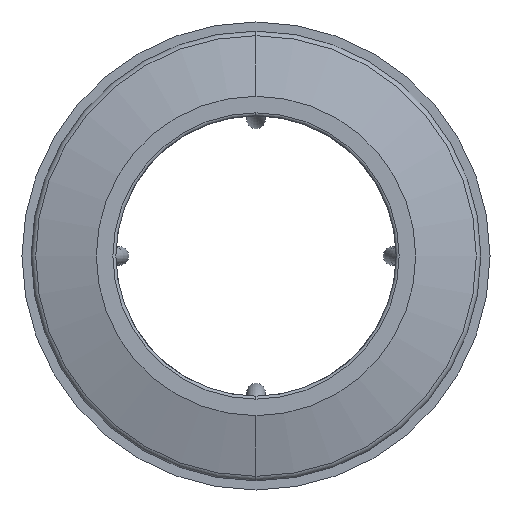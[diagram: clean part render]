
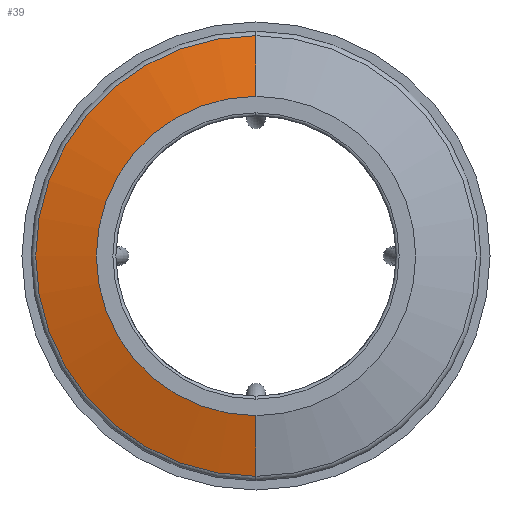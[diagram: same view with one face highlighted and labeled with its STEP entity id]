
A CAD part, left-side view. The second image highlights one B-rep face of the part: STEP entity #39.
In plain terms, the highlighted conical face has half-angle 75 degrees and reference radius 36.75 mm.
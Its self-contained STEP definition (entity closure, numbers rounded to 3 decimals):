
#39 = ADVANCED_FACE ( 'NONE', ( #23437 ), #21937, .T. ) ;
#146 = EDGE_CURVE ( 'NONE', #3406, #3433, #6280, .T. ) ;
#162 = EDGE_CURVE ( 'NONE', #3448, #3419, #6298, .T. ) ;
#163 = EDGE_CURVE ( 'NONE', #3448, #3406, #17492, .T. ) ;
#164 = EDGE_CURVE ( 'NONE', #3419, #3433, #17503, .T. ) ;
#960 = ORIENTED_EDGE ( 'NONE', *, *, #162, .F. ) ;
#961 = ORIENTED_EDGE ( 'NONE', *, *, #163, .T. ) ;
#962 = ORIENTED_EDGE ( 'NONE', *, *, #146, .T. ) ;
#963 = ORIENTED_EDGE ( 'NONE', *, *, #164, .F. ) ;
#1359 = EDGE_LOOP ( 'NONE', ( #960, #961, #962, #963 ) ) ;
#3406 = VERTEX_POINT ( 'NONE', #11480 ) ;
#3419 = VERTEX_POINT ( 'NONE', #11493 ) ;
#3433 = VERTEX_POINT ( 'NONE', #11507 ) ;
#3448 = VERTEX_POINT ( 'NONE', #11522 ) ;
#6280 = CIRCLE ( 'NONE', #6285, 36.009 ) ;
#6285 = AXIS2_PLACEMENT_3D ( 'NONE', #17370, #17372, #17374 ) ;
#6298 = CIRCLE ( 'NONE', #6311, 26.1 ) ;
#6309 = VECTOR ( 'NONE', #17501, 1000. ) ;
#6311 = AXIS2_PLACEMENT_3D ( 'NONE', #17494, #17496, #17498 ) ;
#6312 = VECTOR ( 'NONE', #17509, 1000. ) ;
#11480 = CARTESIAN_POINT ( 'NONE',  ( 2.655, 0., 36.009 ) ) ;
#11493 = CARTESIAN_POINT ( 'NONE',  ( 0., 0., -26.1 ) ) ;
#11507 = CARTESIAN_POINT ( 'NONE',  ( 2.655, 0., -36.009 ) ) ;
#11522 = CARTESIAN_POINT ( 'NONE',  ( 0., 0., 26.1 ) ) ;
#17370 = CARTESIAN_POINT ( 'NONE',  ( 2.655, 0., 0. ) ) ;
#17372 = DIRECTION ( 'NONE',  ( -1., 0., 0. ) ) ;
#17374 = DIRECTION ( 'NONE',  ( 0., 0., 1. ) ) ;
#17481 = CARTESIAN_POINT ( 'NONE',  ( 2.854, 0., 36.75 ) ) ;
#17492 = LINE ( 'NONE', #17481, #6309 ) ;
#17494 = CARTESIAN_POINT ( 'NONE',  ( 0., 0., 0. ) ) ;
#17496 = DIRECTION ( 'NONE',  ( -1., 0., 0. ) ) ;
#17498 = DIRECTION ( 'NONE',  ( 0., 0., 1. ) ) ;
#17501 = DIRECTION ( 'NONE',  ( 0.259, 0., 0.966 ) ) ;
#17503 = LINE ( 'NONE', #17507, #6312 ) ;
#17507 = CARTESIAN_POINT ( 'NONE',  ( 2.854, 0., -36.75 ) ) ;
#17509 = DIRECTION ( 'NONE',  ( 0.259, 0., -0.966 ) ) ;
#21937 = CONICAL_SURFACE ( 'NONE', #21938, 36.75, 1.309 ) ;
#21938 = AXIS2_PLACEMENT_3D ( 'NONE', #23440, #23438, #23434 ) ;
#23434 = DIRECTION ( 'NONE',  ( 0., 0., -1. ) ) ;
#23437 = FACE_OUTER_BOUND ( 'NONE', #1359, .T. ) ;
#23438 = DIRECTION ( 'NONE',  ( 1., 0., 0. ) ) ;
#23440 = CARTESIAN_POINT ( 'NONE',  ( 2.854, 0., 0. ) ) ;
